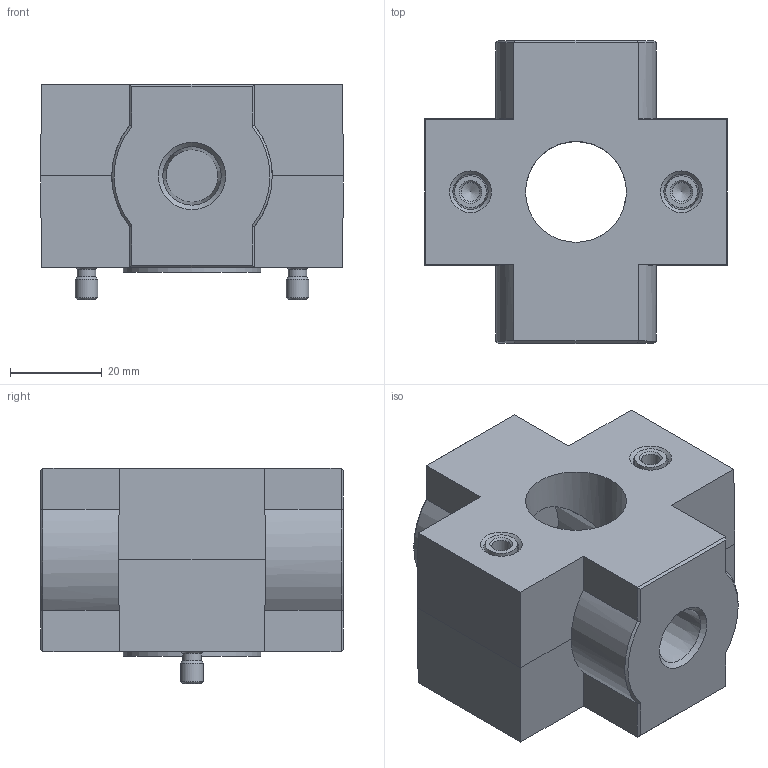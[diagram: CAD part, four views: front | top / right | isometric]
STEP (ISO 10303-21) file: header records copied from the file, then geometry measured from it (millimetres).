
FILE_DESCRIPTION(/* description */ ('STEP AP214'),/* implementation_level */ '2;1');
FILE_NAME(/* name */ '178235_FRZ-D-MAXI-NPT',/* time_stamp */ '2024-08-28T19:14:19+02:00',/* author */ ('License CC BY-ND 4.0'),/* organization */ ('CADENAS'),/* preprocessor_version */ 'ST-DEVELOPER v19.3',/* originating_system */ 'PARTsolutions',/* authorisation */ ' ');
FILE_SCHEMA (('AUTOMOTIVE_DESIGN {1 0 10303 214 3 1 1}'));
Length unit declared in the file: millimetre
Products named in the file (5): 178235 FRZ-D-MAXI-NPT; 736549 FRZ-D-MAXI-NPT; 31786 B-3/4-NPT; 235301 FRZ-D-MAXI; 234380 FRZ-MAXI-O-RING
Assembly tree (5 placements, depth 2):
  178235 FRZ-D-MAXI-NPT
    736549 FRZ-D-MAXI-NPT
    31786 B-3/4-NPT
    235301 FRZ-D-MAXI  x2
    234380 FRZ-MAXI-O-RING
Bounding box: 66 x 66 x 47 mm (x, y, z)
Volume: 101233.2 mm3; surface area: 28066.9 mm2
Topology: 5 solids, 5 shells, 121 faces, 278 edges, 170 vertices
Faces by surface type: plane 66, cone 35, cylinder 17, torus 3
Full cylindrical faces by diameter (mm): 4.019 x2, 4.134 x2, 5 x2, 7 x2, 14.288 x1, 22 x1, 22.5 x1, 30 x2
Entity records: 3074 total; most frequent: CARTESIAN_POINT 605, DIRECTION 492, ORIENTED_EDGE 424, EDGE_CURVE 212, AXIS2_PLACEMENT_3D 190, FACE_BOUND 162, EDGE_LOOP 160, VERTEX_POINT 152
